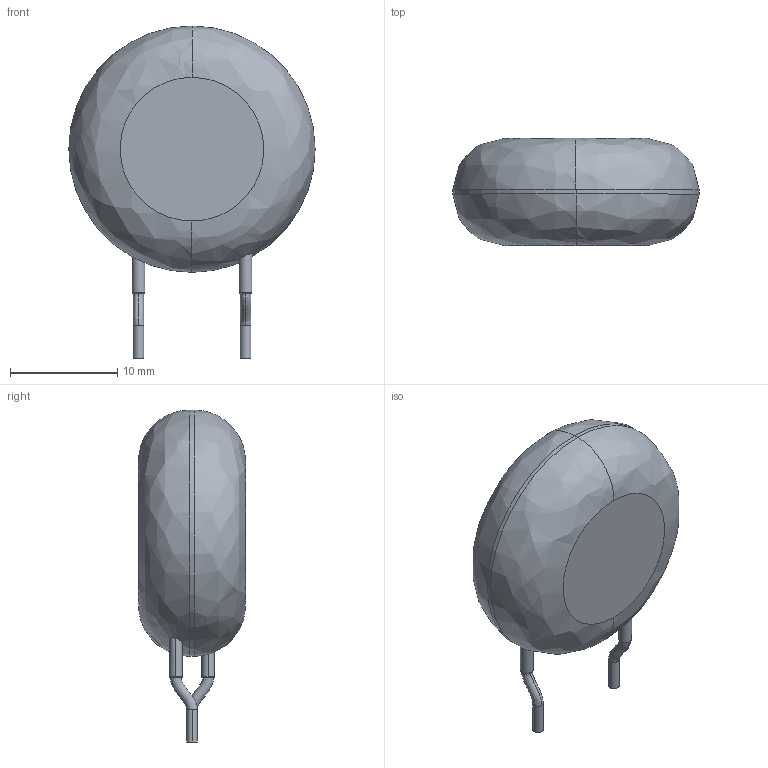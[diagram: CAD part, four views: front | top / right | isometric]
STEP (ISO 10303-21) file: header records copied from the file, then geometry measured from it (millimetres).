
FILE_DESCRIPTION (( 'STEP AP214' ), '1' );
FILE_NAME ('19D756FC-BF9A-4492-8E58-FF649C944DDB.STEP', '2024-03-15T20:15:02', ( '' ), ( '' ), 'SwSTEP 2.0', 'SolidWorks 2022', '' );
FILE_SCHEMA (( 'AUTOMOTIVE_DESIGN' ));
Length unit declared in the file: millimetre
Products named in the file (1): 19D756FC-BF9A-4492-8E58-FF649C944DDB
Bounding box: 23 x 10 x 31 mm (x, y, z)
Volume: 3524.6 mm3; surface area: 1300.5 mm2
Topology: 1 solids, 1 shells, 26 faces, 70 edges, 48 vertices
Faces by surface type: bspline 12, cylinder 10, plane 4
Entity records: 1710 total; most frequent: CARTESIAN_POINT 773, ORIENTED_EDGE 140, DIRECTION 128, EDGE_CURVE 70, AXIS2_PLACEMENT_3D 59, VERTEX_POINT 48, CIRCLE 44, UNCERTAINTY_MEASURE_WITH_UNIT 29
